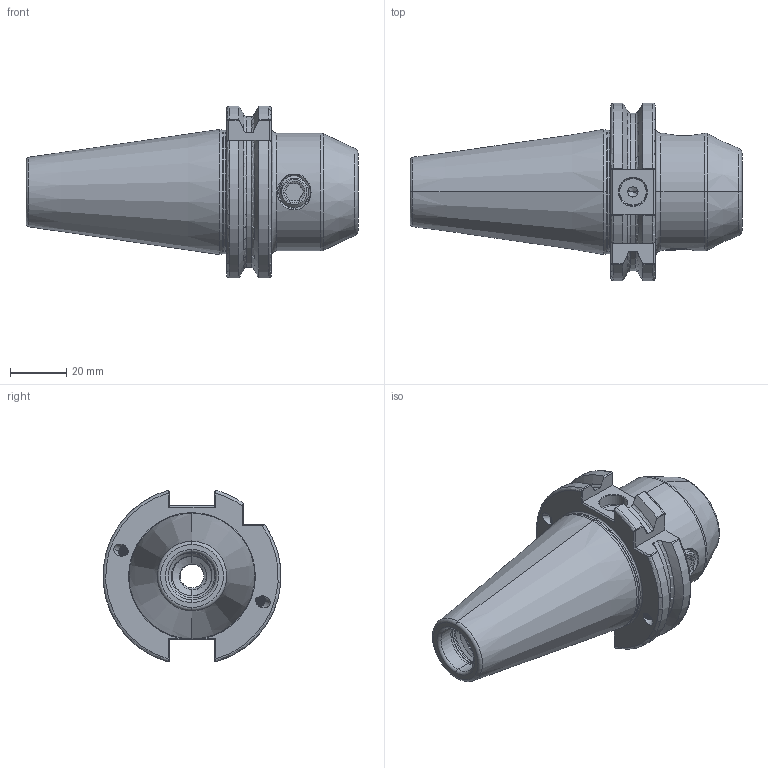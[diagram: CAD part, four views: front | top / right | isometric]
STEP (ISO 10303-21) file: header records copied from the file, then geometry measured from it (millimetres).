
FILE_DESCRIPTION (( 'STEP AP203' ), '1' );
FILE_NAME ('403.05.12.STEP', '2016-11-25T08:41:44', ( '' ), ( '' ), 'SwSTEP 2.0', 'SolidWorks 2012', '' );
FILE_SCHEMA (( 'CONFIG_CONTROL_DESIGN' ));
Length unit declared in the file: millimetre
Products named in the file (3): 403.05.12; 側固12_M12x1.75_16L
Assembly tree (2 placements, depth 2):
  403.05.12
    403.05.12
    側固12_M12x1.75_16L
Bounding box: 118.4 x 63.34 x 61.24 mm (x, y, z)
Volume: 134459.9 mm3; surface area: 29139.4 mm2
Topology: 2 solids, 2 shells, 350 faces, 957 edges, 603 vertices
Faces by surface type: cylinder 171, plane 60, cone 47, bspline 36, torus 34, sphere 2
Entity records: 28345 total; most frequent: CARTESIAN_POINT 20443, ORIENTED_EDGE 1882, DIRECTION 1268, EDGE_CURVE 941, VERTEX_POINT 603, AXIS2_PLACEMENT_3D 485, EDGE_LOOP 370, FACE_OUTER_BOUND 350
